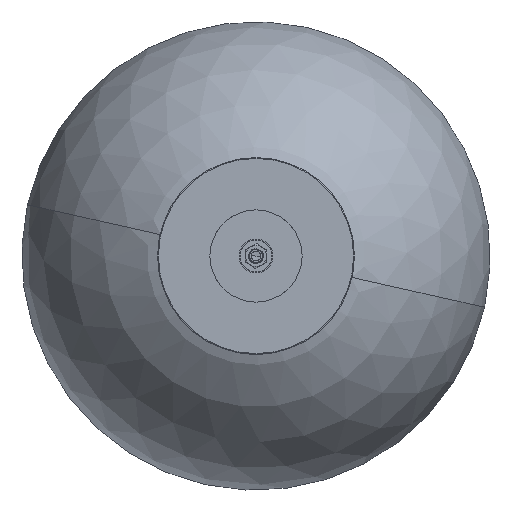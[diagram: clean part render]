
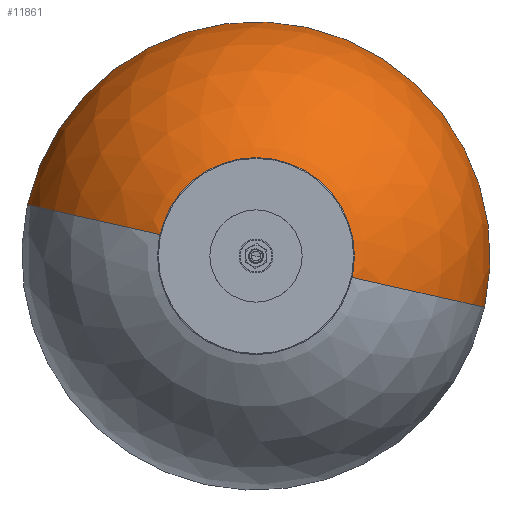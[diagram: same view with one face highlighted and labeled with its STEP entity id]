
A CAD part, front view. The second image highlights one B-rep face of the part: STEP entity #11861.
In plain terms, the highlighted spherical face has radius 152.4 mm.
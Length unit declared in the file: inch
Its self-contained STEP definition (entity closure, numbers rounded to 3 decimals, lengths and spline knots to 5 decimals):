
#631 = DIRECTION ( 'NONE',  ( 0., 0., -1. ) ) ;
#925 = VERTEX_POINT ( 'NONE', #4987 ) ;
#1048 = EDGE_LOOP ( 'NONE', ( #21498, #2517, #22351, #20439 ) ) ;
#1454 = DIRECTION ( 'NONE',  ( -1., 0., 0. ) ) ;
#1802 = CARTESIAN_POINT ( 'NONE',  ( -8.81726, 1.93062, 1.04563 ) ) ;
#1939 = VERTEX_POINT ( 'NONE', #14475 ) ;
#2517 = ORIENTED_EDGE ( 'NONE', *, *, #5955, .T. ) ;
#2736 = CARTESIAN_POINT ( 'NONE',  ( -8.81726, 1.93062, 6.83528 ) ) ;
#4987 = CARTESIAN_POINT ( 'NONE',  ( -2.81726, 1.93062, 1.04563 ) ) ;
#5209 = CARTESIAN_POINT ( 'NONE',  ( -8.81726, 1.93062, 1.04563 ) ) ;
#5551 = AXIS2_PLACEMENT_3D ( 'NONE', #1802, #5714, #27532 ) ;
#5714 = DIRECTION ( 'NONE',  ( 0., 0., 1. ) ) ;
#5955 = EDGE_CURVE ( 'NONE', #13144, #9637, #8883, .T. ) ;
#7927 = CARTESIAN_POINT ( 'NONE',  ( -7.24246, 1.93062, 6.83528 ) ) ;
#8883 = CIRCLE ( 'NONE', #11123, 1.5748 ) ;
#9637 = VERTEX_POINT ( 'NONE', #7927 ) ;
#10337 = CARTESIAN_POINT ( 'NONE',  ( -8.81726, 1.93062, 1.04563 ) ) ;
#11123 = AXIS2_PLACEMENT_3D ( 'NONE', #2736, #631, #23598 ) ;
#11585 = AXIS2_PLACEMENT_3D ( 'NONE', #10337, #22933, #12567 ) ;
#11861 = ADVANCED_FACE ( 'NONE', ( #22009 ), #26482, .T. ) ;
#12567 = DIRECTION ( 'NONE',  ( 1., 0., 0. ) ) ;
#12898 = EDGE_CURVE ( 'NONE', #13144, #1939, #27211, .T. ) ;
#13144 = VERTEX_POINT ( 'NONE', #25393 ) ;
#13733 = DIRECTION ( 'NONE',  ( 0., 0., 1. ) ) ;
#14038 = CARTESIAN_POINT ( 'NONE',  ( -8.81726, 1.93062, 1.04563 ) ) ;
#14475 = CARTESIAN_POINT ( 'NONE',  ( -14.81726, 1.93062, 1.04563 ) ) ;
#17621 = AXIS2_PLACEMENT_3D ( 'NONE', #14038, #24686, #1454 ) ;
#18869 = EDGE_CURVE ( 'NONE', #925, #1939, #26553, .T. ) ;
#20439 = ORIENTED_EDGE ( 'NONE', *, *, #18869, .T. ) ;
#20571 = EDGE_CURVE ( 'NONE', #9637, #925, #23428, .T. ) ;
#21498 = ORIENTED_EDGE ( 'NONE', *, *, #12898, .F. ) ;
#22009 = FACE_OUTER_BOUND ( 'NONE', #1048, .T. ) ;
#22248 = AXIS2_PLACEMENT_3D ( 'NONE', #5209, #13733, #22279 ) ;
#22279 = DIRECTION ( 'NONE',  ( 1., 0., 0. ) ) ;
#22351 = ORIENTED_EDGE ( 'NONE', *, *, #20571, .T. ) ;
#22933 = DIRECTION ( 'NONE',  ( 0., -1., 0. ) ) ;
#23428 = CIRCLE ( 'NONE', #17621, 6. ) ;
#23598 = DIRECTION ( 'NONE',  ( -1., 0., 0. ) ) ;
#24686 = DIRECTION ( 'NONE',  ( 0., 1., 0. ) ) ;
#25393 = CARTESIAN_POINT ( 'NONE',  ( -10.39206, 1.93062, 6.83528 ) ) ;
#26482 = SPHERICAL_SURFACE ( 'NONE', #22248, 6. ) ;
#26553 = CIRCLE ( 'NONE', #5551, 6. ) ;
#27211 = CIRCLE ( 'NONE', #11585, 6. ) ;
#27532 = DIRECTION ( 'NONE',  ( 1., 0., 0. ) ) ;
